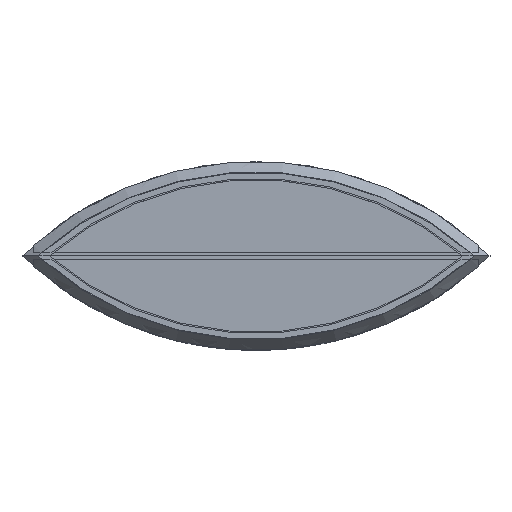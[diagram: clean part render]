
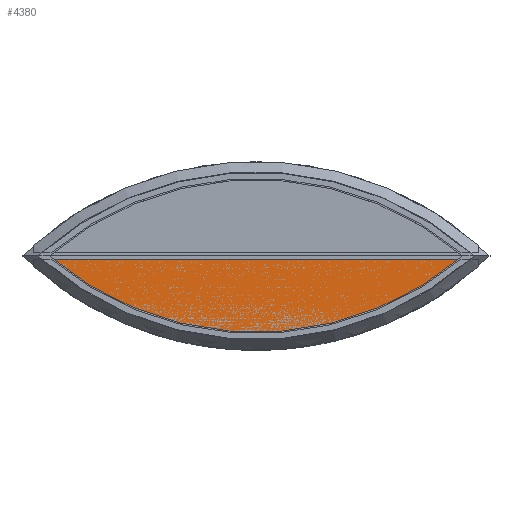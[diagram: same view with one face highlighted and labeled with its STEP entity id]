
A CAD part, top view. The second image highlights one B-rep face of the part: STEP entity #4380.
In plain terms, the highlighted planar face has unit normal (0, 0, 1).
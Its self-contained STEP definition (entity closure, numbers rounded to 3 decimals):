
#323=CIRCLE('',#4797,47.5);
#432=FACE_OUTER_BOUND('',#670,.T.);
#670=EDGE_LOOP('',(#2900,#2901));
#973=LINE('',#6252,#1373);
#1373=VECTOR('',#5222,60.795);
#1777=VERTEX_POINT('',#6250);
#1778=VERTEX_POINT('',#6251);
#2216=EDGE_CURVE('',#1777,#1778,#973,.T.);
#2217=EDGE_CURVE('',#1778,#1777,#323,.T.);
#2900=ORIENTED_EDGE('',*,*,#2216,.F.);
#2901=ORIENTED_EDGE('',*,*,#2217,.F.);
#4033=PLANE('',#4796);
#4380=ADVANCED_FACE('',(#432),#4033,.T.);
#4796=AXIS2_PLACEMENT_3D('',#6249,#5220,#5221);
#4797=AXIS2_PLACEMENT_3D('',#6253,#5223,#5224);
#5220=DIRECTION('center_axis',(0.,0.,1.));
#5221=DIRECTION('ref_axis',(1.,0.,0.));
#5222=DIRECTION('',(1.,0.,0.));
#5223=DIRECTION('center_axis',(0.,0.,-1.));
#5224=DIRECTION('ref_axis',(-0.64,0.768,0.));
#6249=CARTESIAN_POINT('Origin',(0.2,-0.5,3.5));
#6250=CARTESIAN_POINT('',(-30.397,-0.5,3.5));
#6251=CARTESIAN_POINT('',(30.397,-0.5,3.5));
#6252=CARTESIAN_POINT('',(-30.397,-0.5,3.5));
#6253=CARTESIAN_POINT('Origin',(0.,36.,3.5));
